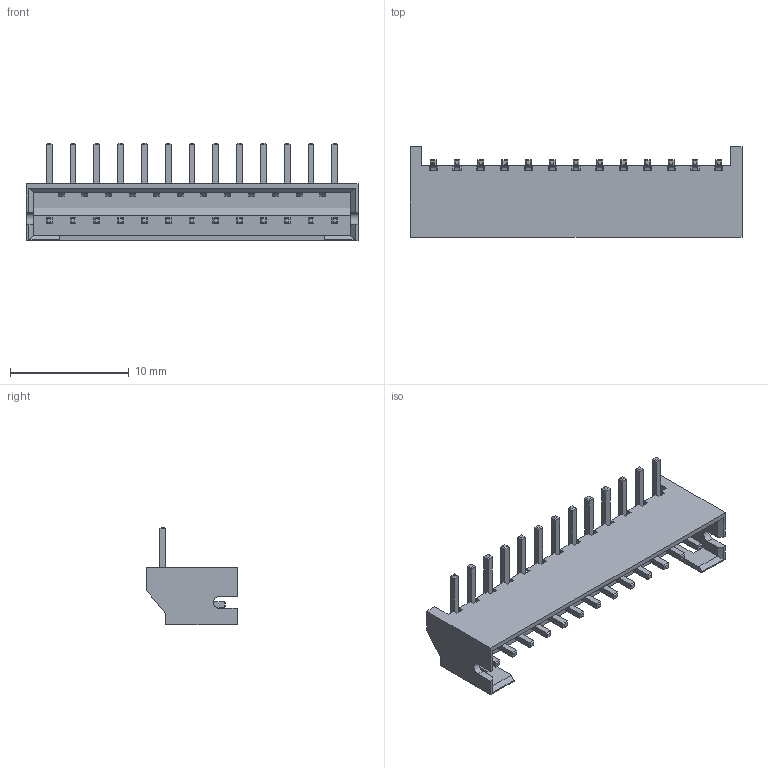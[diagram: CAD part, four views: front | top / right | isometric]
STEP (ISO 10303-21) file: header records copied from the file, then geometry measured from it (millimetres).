
FILE_DESCRIPTION (( 'STEP AP214' ), '1' );
FILE_NAME ('JST-S13B-PH-K-S.STEP', '2020-12-29T22:17:38', ( '' ), ( '' ), 'SwSTEP 2.0', 'SolidWorks 2020', '' );
FILE_SCHEMA (( 'AUTOMOTIVE_DESIGN' ));
Length unit declared in the file: millimetre
Products named in the file (1): JST-S13B-PH-K-S
Bounding box: 27.9 x 7.6 x 8.2 mm (x, y, z)
Volume: 355.6 mm3; surface area: 1085.1 mm2
Topology: 1 solids, 1 shells, 446 faces, 1099 edges, 678 vertices
Faces by surface type: plane 390, bspline 52, cylinder 4
Entity records: 19310 total; most frequent: CARTESIAN_POINT 4044, ORIENTED_EDGE 2198, DIRECTION 1949, EDGE_CURVE 1099, VECTOR 1039, LINE 1039, VERTEX_POINT 678, EDGE_LOOP 473
